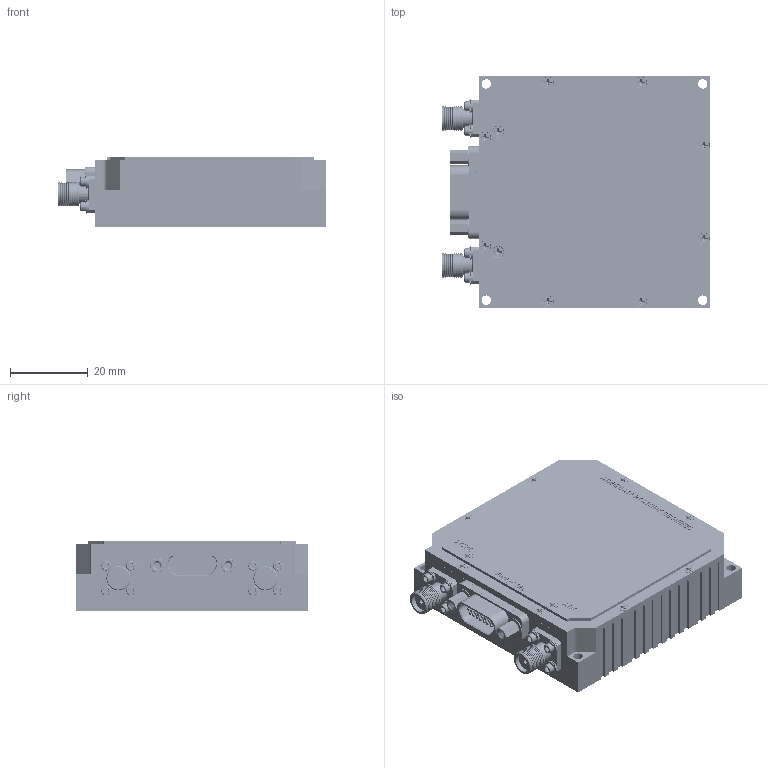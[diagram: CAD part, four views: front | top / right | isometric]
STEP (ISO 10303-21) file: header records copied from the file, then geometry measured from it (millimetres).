
FILE_DESCRIPTION (( 'STEP AP214' ), '1' );
FILE_NAME ('PE15B5007.STEP', '2020-05-26T16:59:06', ( '' ), ( '' ), 'SwSTEP 2.0', 'SolidWorks 2019', '' );
FILE_SCHEMA (( 'AUTOMOTIVE_DESIGN' ));
Length unit declared in the file: inch
Products named in the file (20): 91771A060_91771A060; B6048-1300; 0-80 screw sub assy; A6048-1200; PE15B5007; M83513_04-B07N; MDM JACK POST LOCK_98449A500; 92146A510_92146A510; 5710-120-16_92141A001; 92196A053_92196A053; RMCA0395.C047.SMAOf4H_Standard; MDM JACK POST_91075A512; 91771A054_91771A054
Assembly tree (51 placements, depth 3):
  PE15B5007
    A6048-1200
    B6048-1300
    M83513_04-B07N
    RMCA0395.C047.SMAOf4H_Standard  x2
    MDM JACK POST_91075A512  x2
    MDM JACK POST LOCK_98449A500  x2
    0-80 screw sub assy
      92196A053_92196A053
      92146A510_92146A510
      5710-120-16_92141A001
    0-80 screw sub assy
      92196A053_92196A053
      92146A510_92146A510
      5710-120-16_92141A001
    0-80 screw sub assy
      92196A053_92196A053
      92146A510_92146A510
      5710-120-16_92141A001
    0-80 screw sub assy
      92196A053_92196A053
      92146A510_92146A510
      5710-120-16_92141A001
    0-80 screw sub assy
      92196A053_92196A053
      92146A510_92146A510
      5710-120-16_92141A001
    0-80 screw sub assy
      92196A053_92196A053
      92146A510_92146A510
      5710-120-16_92141A001
    0-80 screw sub assy
      92196A053_92196A053
      92146A510_92146A510
      5710-120-16_92141A001
    0-80 screw sub assy
      92196A053_92196A053
      92146A510_92146A510
      5710-120-16_92141A001
    91771A054_91771A054  x2
    91771A060_91771A060  x8
Bounding box: 68.92 x 59.44 x 17.78 mm (x, y, z)
Volume: 26549.8 mm3; surface area: 29894.3 mm2
Topology: 45 solids, 45 shells, 6813 faces, 17690 edges, 11147 vertices
Faces by surface type: cylinder 2623, cone 1977, plane 1678, bspline 459, torus 76
Entity records: 117851 total; most frequent: CARTESIAN_POINT 39317, ORIENTED_EDGE 15626, DIRECTION 12639, EDGE_CURVE 7813, VERTEX_POINT 5098, VECTOR 4955, LINE 4955, AXIS2_PLACEMENT_3D 3842
